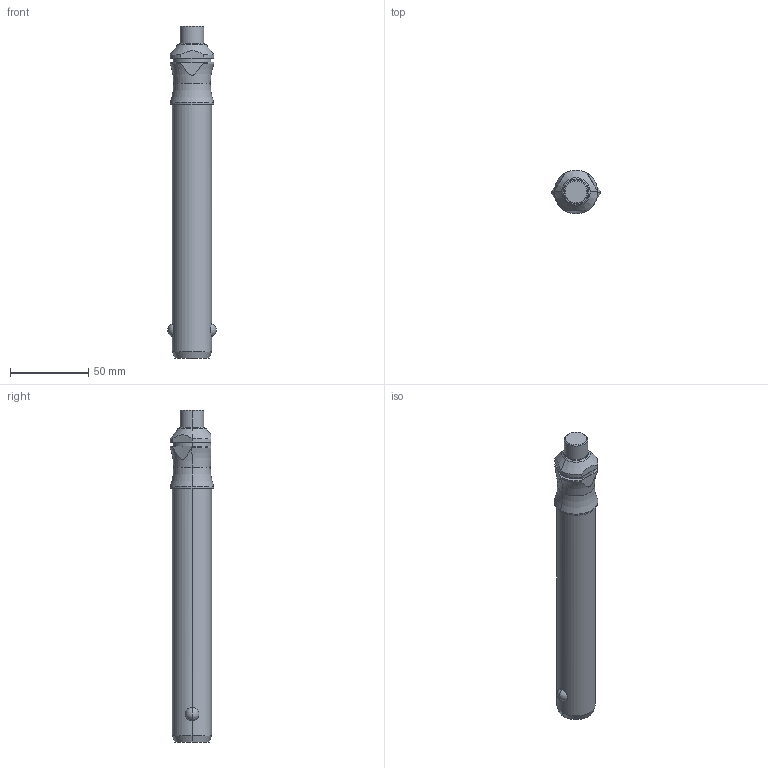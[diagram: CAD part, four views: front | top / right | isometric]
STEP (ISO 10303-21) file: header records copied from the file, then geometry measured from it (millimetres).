
FILE_DESCRIPTION(('STEP AP214'),'1');
FILE_NAME('HALDERN_EH_22380_0138.stp','2018-02-07T15:30:19',('TraceParts'),('TraceParts S.A.'),'Spatial InterOp 3D',' ',' ');
FILE_SCHEMA(('automotive_design'));
Length unit declared in the file: millimetre
Products named in the file (1): HALDERN_EH_22380_0138
Bounding box: 30.8 x 28 x 212.06 mm (x, y, z)
Volume: 100020.6 mm3; surface area: 17411.2 mm2
Topology: 1 solids, 1 shells, 44 faces, 103 edges, 65 vertices
Faces by surface type: cylinder 14, plane 12, cone 8, torus 6, sphere 4
Entity records: 1998 total; most frequent: CARTESIAN_POINT 610, DIRECTION 228, ORIENTED_EDGE 206, EDGE_CURVE 103, AXIS2_PLACEMENT_3D 96, VERTEX_POINT 65, CIRCLE 51, EDGE_LOOP 48
